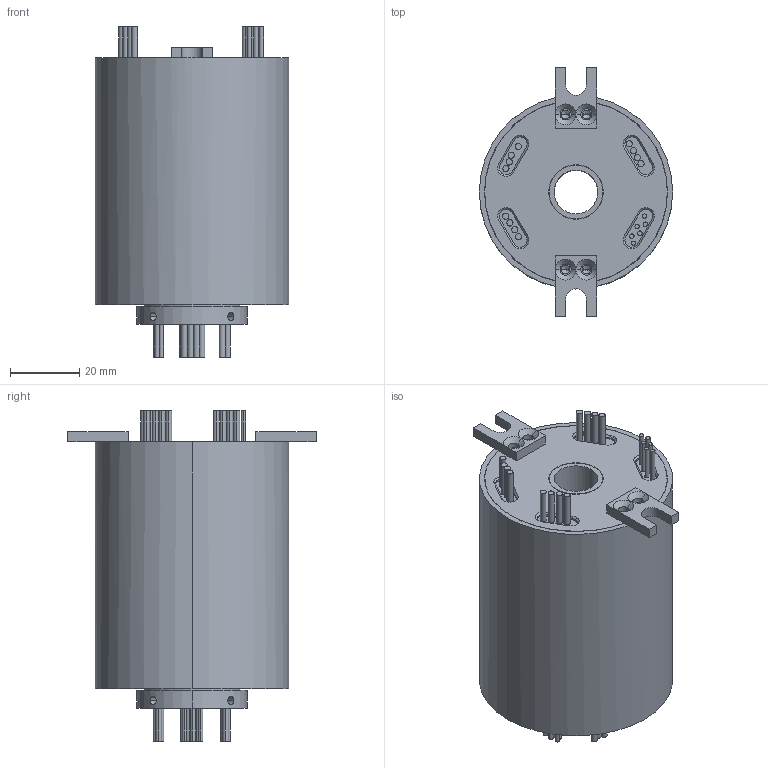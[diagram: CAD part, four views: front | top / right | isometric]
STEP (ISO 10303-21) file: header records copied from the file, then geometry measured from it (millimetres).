
FILE_DESCRIPTION (( 'STEP AP203' ), '1' );
FILE_NAME ('RT1256-P1210-S06.STEP', '2020-09-07T00:19:36', ( '微软用户' ), ( '微软中国' ), 'SwSTEP 2.0', 'SolidWorks 2014', '' );
FILE_SCHEMA (( 'CONFIG_CONTROL_DESIGN' ));
Length unit declared in the file: millimetre
Products named in the file (1): RT1256-P1210-S06
Bounding box: 56 x 72 x 95.7 mm (x, y, z)
Volume: 171800.8 mm3; surface area: 26212.5 mm2
Topology: 1 solids, 1 shells, 279 faces, 626 edges, 392 vertices
Faces by surface type: cylinder 152, plane 99, cone 28
Entity records: 8145 total; most frequent: CARTESIAN_POINT 1586, DIRECTION 1486, ORIENTED_EDGE 1236, EDGE_CURVE 618, AXIS2_PLACEMENT_3D 604, VERTEX_POINT 392, EDGE_LOOP 344, CIRCLE 324
